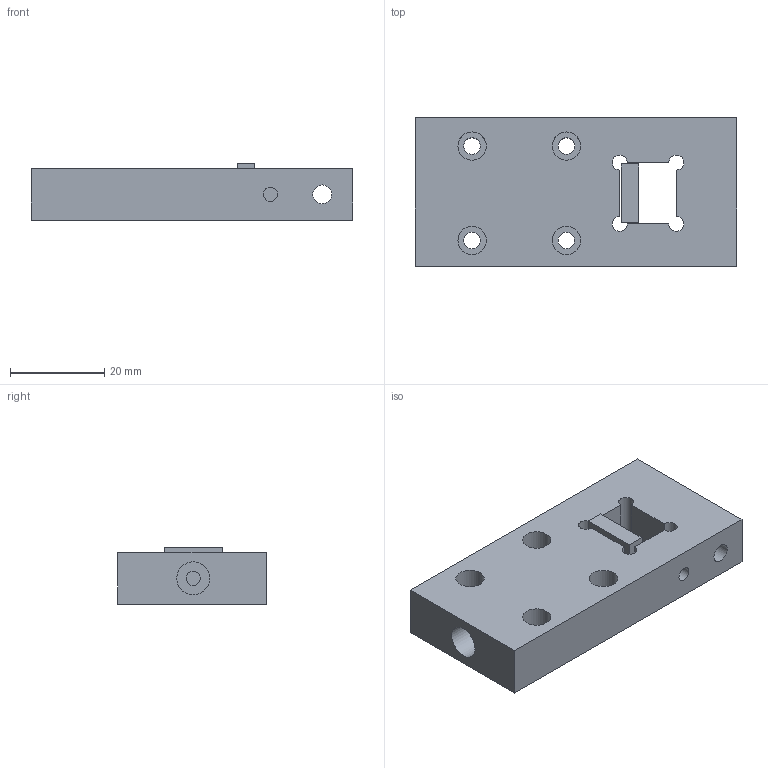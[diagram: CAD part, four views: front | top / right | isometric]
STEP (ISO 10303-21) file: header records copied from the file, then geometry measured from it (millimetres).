
FILE_DESCRIPTION(/* description */ (''),/* implementation_level */ '2;1');
FILE_NAME(/* name */ 'Alu_Back_X_Carriage v1 v3.step',/* time_stamp */ '2018-04-09T17:07:04-04:00',/* author */ ('kraegar'),/* organization */ (''),/* preprocessor_version */ 'ST-DEVELOPER v16.13',/* originating_system */ 'Autodesk Translation Framework v6.5.0.72',/* authorisation */ '');
FILE_SCHEMA (('AUTOMOTIVE_DESIGN { 1 0 10303 214 3 1 1 }'));
Length unit declared in the file: millimetre
Products named in the file (1): Alu_Back_X_Carriage v1
Bounding box: 68.06 x 31.45 x 12 mm (x, y, z)
Volume: 19375.3 mm3; surface area: 9214.9 mm2
Topology: 2 solids, 2 shells, 39 faces, 87 edges, 58 vertices
Faces by surface type: plane 22, cylinder 17
Full cylindrical faces by diameter (mm): 3 x2, 3.5 x4, 4 x1, 5 x1, 6 x4, 7 x1
Entity records: 1159 total; most frequent: DIRECTION 201, CARTESIAN_POINT 185, ORIENTED_EDGE 174, EDGE_CURVE 87, AXIS2_PLACEMENT_3D 74, EDGE_LOOP 61, VERTEX_POINT 58, LINE 53
